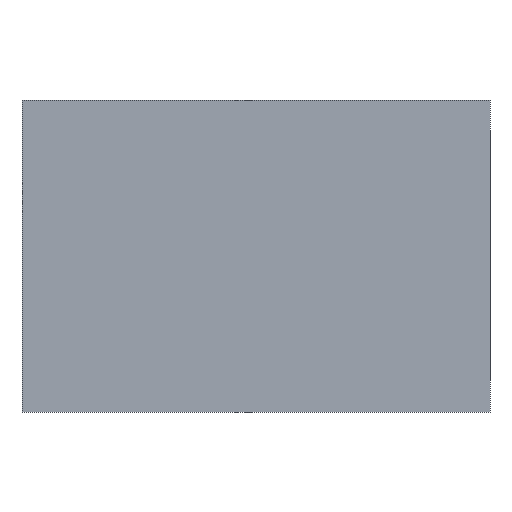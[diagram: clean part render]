
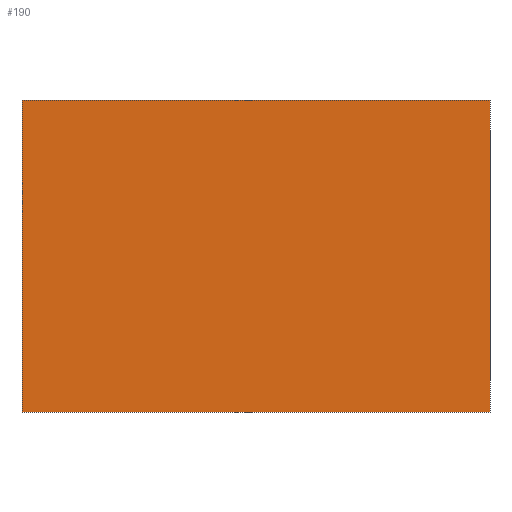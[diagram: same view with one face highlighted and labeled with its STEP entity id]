
A CAD part, left-side view. The second image highlights one B-rep face of the part: STEP entity #190.
In plain terms, the highlighted planar face has unit normal (-1, 0, 0).
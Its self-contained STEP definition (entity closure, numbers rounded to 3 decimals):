
#22=FACE_OUTER_BOUND('',#33,.T.);
#33=EDGE_LOOP('',(#151,#152,#153,#154));
#54=LINE('',#304,#78);
#55=LINE('',#307,#79);
#56=LINE('',#309,#80);
#57=LINE('',#310,#81);
#78=VECTOR('',#252,10.);
#79=VECTOR('',#255,10.);
#80=VECTOR('',#256,10.);
#81=VECTOR('',#257,10.);
#95=VERTEX_POINT('',#297);
#98=VERTEX_POINT('',#302);
#99=VERTEX_POINT('',#306);
#100=VERTEX_POINT('',#308);
#118=EDGE_CURVE('',#95,#98,#54,.T.);
#119=EDGE_CURVE('',#99,#95,#55,.T.);
#120=EDGE_CURVE('',#100,#98,#56,.T.);
#121=EDGE_CURVE('',#99,#100,#57,.T.);
#151=ORIENTED_EDGE('',*,*,#119,.T.);
#152=ORIENTED_EDGE('',*,*,#118,.T.);
#153=ORIENTED_EDGE('',*,*,#120,.F.);
#154=ORIENTED_EDGE('',*,*,#121,.F.);
#180=PLANE('',#220);
#190=ADVANCED_FACE('',(#22),#180,.T.);
#220=AXIS2_PLACEMENT_3D('',#305,#253,#254);
#252=DIRECTION('',(0.,0.,1.));
#253=DIRECTION('center_axis',(-1.,0.,0.));
#254=DIRECTION('ref_axis',(0.,-1.,0.));
#255=DIRECTION('',(0.,-1.,0.));
#256=DIRECTION('',(0.,-1.,0.));
#257=DIRECTION('',(0.,0.,1.));
#297=CARTESIAN_POINT('',(-10.,-15.,0.));
#302=CARTESIAN_POINT('',(-10.,-15.,20.));
#304=CARTESIAN_POINT('',(-10.,-15.,0.));
#305=CARTESIAN_POINT('Origin',(-10.,15.,0.));
#306=CARTESIAN_POINT('',(-10.,15.,0.));
#307=CARTESIAN_POINT('',(-10.,15.,0.));
#308=CARTESIAN_POINT('',(-10.,15.,20.));
#309=CARTESIAN_POINT('',(-10.,15.,20.));
#310=CARTESIAN_POINT('',(-10.,15.,0.));
